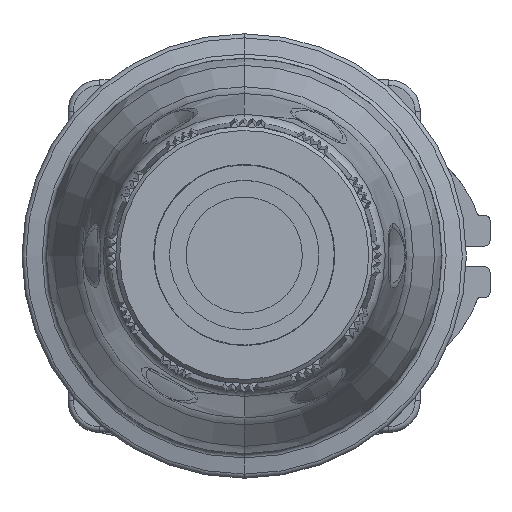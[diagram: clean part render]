
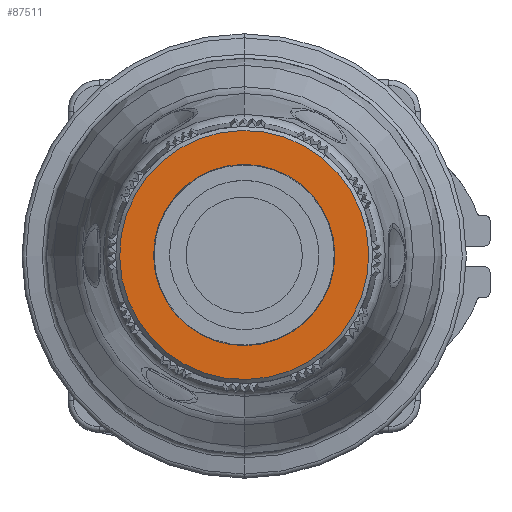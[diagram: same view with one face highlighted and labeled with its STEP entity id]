
A CAD part, top view. The second image highlights one B-rep face of the part: STEP entity #87511.
In plain terms, the highlighted planar face has unit normal (0, 0, 1).
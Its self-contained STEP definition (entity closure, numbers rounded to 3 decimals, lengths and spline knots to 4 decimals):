
#4854 = CARTESIAN_POINT ( 'NONE',  ( 0.5892, 0.7296, 5.7387 ) ) ;
#8146 = CARTESIAN_POINT ( 'NONE',  ( 0., 0., 5.7387 ) ) ;
#9528 = AXIS2_PLACEMENT_3D ( 'NONE', #66517, #12624, #170938 ) ;
#12624 = DIRECTION ( 'NONE',  ( 0., 0., 1. ) ) ;
#25540 = VERTEX_POINT ( 'NONE', #165869 ) ;
#30396 = EDGE_CURVE ( 'NONE', #51081, #62662, #42867, .T. ) ;
#31459 = ORIENTED_EDGE ( 'NONE', *, *, #49787, .T. ) ;
#36062 = DIRECTION ( 'NONE',  ( 0., 0., 1. ) ) ;
#39388 = DIRECTION ( 'NONE',  ( 0., 0., 1. ) ) ;
#42867 = CIRCLE ( 'NONE', #48384, 0.6825 ) ;
#47128 = VERTEX_POINT ( 'NONE', #4854 ) ;
#48384 = AXIS2_PLACEMENT_3D ( 'NONE', #62202, #50012, #153589 ) ;
#49787 = EDGE_CURVE ( 'NONE', #25540, #47128, #141649, .T. ) ;
#50012 = DIRECTION ( 'NONE',  ( 0., 0., 1. ) ) ;
#50034 = CARTESIAN_POINT ( 'NONE',  ( -0.4288, -0.531, 5.7387 ) ) ;
#51081 = VERTEX_POINT ( 'NONE', #140638 ) ;
#54995 = PLANE ( 'NONE',  #77112 ) ;
#56036 = EDGE_LOOP ( 'NONE', ( #147224, #31459 ) ) ;
#62202 = CARTESIAN_POINT ( 'NONE',  ( 0., 0., 5.7387 ) ) ;
#62662 = VERTEX_POINT ( 'NONE', #171949 ) ;
#63062 = EDGE_CURVE ( 'NONE', #62662, #51081, #136586, .T. ) ;
#66517 = CARTESIAN_POINT ( 'NONE',  ( 0., 0., 5.7387 ) ) ;
#73059 = EDGE_CURVE ( 'NONE', #47128, #25540, #81683, .T. ) ;
#75072 = DIRECTION ( 'NONE',  ( 0., 0., 1. ) ) ;
#76151 = FACE_OUTER_BOUND ( 'NONE', #56036, .T. ) ;
#77112 = AXIS2_PLACEMENT_3D ( 'NONE', #50034, #39388, #134166 ) ;
#81683 = CIRCLE ( 'NONE', #9528, 0.9378 ) ;
#82821 = EDGE_LOOP ( 'NONE', ( #125615, #147683 ) ) ;
#87511 = ADVANCED_FACE ( 'NONE', ( #76151, #169227 ), #54995, .T. ) ;
#116586 = AXIS2_PLACEMENT_3D ( 'NONE', #8146, #75072, #128987 ) ;
#125615 = ORIENTED_EDGE ( 'NONE', *, *, #30396, .F. ) ;
#128987 = DIRECTION ( 'NONE',  ( -0.628, -0.778, 0. ) ) ;
#134166 = DIRECTION ( 'NONE',  ( 0.628, 0.778, 0. ) ) ;
#136586 = CIRCLE ( 'NONE', #144901, 0.6825 ) ;
#140638 = CARTESIAN_POINT ( 'NONE',  ( 0.531, -0.4288, 5.7387 ) ) ;
#141649 = CIRCLE ( 'NONE', #116586, 0.9378 ) ;
#142169 = DIRECTION ( 'NONE',  ( 0.778, -0.628, 0. ) ) ;
#144901 = AXIS2_PLACEMENT_3D ( 'NONE', #167436, #36062, #142169 ) ;
#147224 = ORIENTED_EDGE ( 'NONE', *, *, #73059, .T. ) ;
#147683 = ORIENTED_EDGE ( 'NONE', *, *, #63062, .F. ) ;
#153589 = DIRECTION ( 'NONE',  ( 0.778, -0.628, 0. ) ) ;
#165869 = CARTESIAN_POINT ( 'NONE',  ( -0.5892, -0.7296, 5.7387 ) ) ;
#167436 = CARTESIAN_POINT ( 'NONE',  ( 0., 0., 5.7387 ) ) ;
#169227 = FACE_BOUND ( 'NONE', #82821, .T. ) ;
#170938 = DIRECTION ( 'NONE',  ( -0.628, -0.778, 0. ) ) ;
#171949 = CARTESIAN_POINT ( 'NONE',  ( -0.531, 0.4288, 5.7387 ) ) ;
